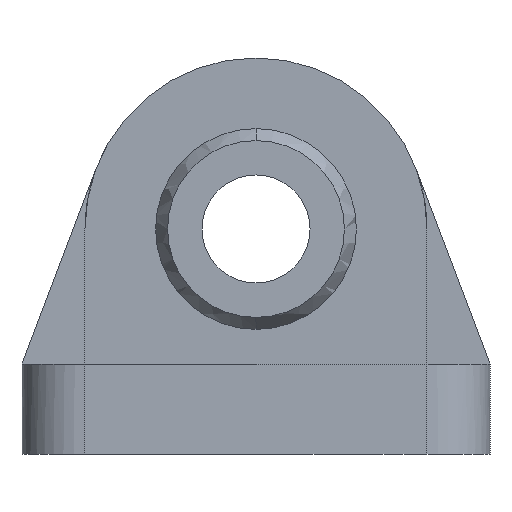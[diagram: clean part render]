
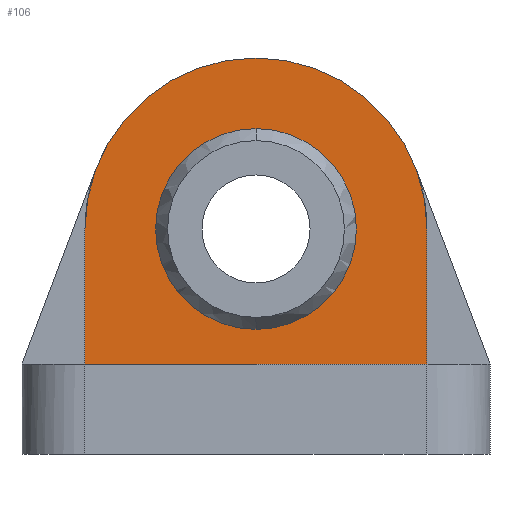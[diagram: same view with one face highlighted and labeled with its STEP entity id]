
A CAD part, left-side view. The second image highlights one B-rep face of the part: STEP entity #106.
In plain terms, the highlighted planar face has unit normal (-1, 0, 0).
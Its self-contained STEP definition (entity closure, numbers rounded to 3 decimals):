
#106=ADVANCED_FACE('',(#194,#195),#196,.T.);
#194=FACE_BOUND('',#339,.T.);
#195=FACE_OUTER_BOUND('',#340,.T.);
#196=PLANE('',#341);
#339=EDGE_LOOP('',(#621,#622));
#340=EDGE_LOOP('',(#623,#624,#625,#626,#627));
#341=AXIS2_PLACEMENT_3D('',#628,#629,#630);
#621=ORIENTED_EDGE('',*,*,#1019,.T.);
#622=ORIENTED_EDGE('',*,*,#1013,.T.);
#623=ORIENTED_EDGE('',*,*,#1059,.F.);
#624=ORIENTED_EDGE('',*,*,#1060,.F.);
#625=ORIENTED_EDGE('',*,*,#1053,.F.);
#626=ORIENTED_EDGE('',*,*,#1056,.F.);
#627=ORIENTED_EDGE('',*,*,#1011,.F.);
#628=CARTESIAN_POINT('',(-6.0,0.,23.872));
#629=DIRECTION('',(-1.0,0.0,0.));
#630=DIRECTION('',(0.,0.0,1.0));
#1011=EDGE_CURVE('',#1222,#1210,#1224,.T.);
#1013=EDGE_CURVE('',#1228,#1225,#1229,.T.);
#1019=EDGE_CURVE('',#1225,#1228,#1238,.T.);
#1053=EDGE_CURVE('',#1295,#1297,#1298,.T.);
#1056=EDGE_CURVE('',#1210,#1295,#1302,.T.);
#1059=EDGE_CURVE('',#1306,#1222,#1307,.T.);
#1060=EDGE_CURVE('',#1297,#1306,#1308,.T.);
#1210=VERTEX_POINT('',#1511);
#1222=VERTEX_POINT('',#1526);
#1224=CIRCLE('',#1529,19.0);
#1225=VERTEX_POINT('',#1530);
#1228=VERTEX_POINT('',#1533);
#1229=CIRCLE('',#1534,11.155);
#1238=CIRCLE('',#1543,11.155);
#1295=VERTEX_POINT('',#1626);
#1297=VERTEX_POINT('',#1629);
#1298=LINE('',#1630,#1631);
#1302=CIRCLE('',#1637,19.0);
#1306=VERTEX_POINT('',#1642);
#1307=LINE('',#1643,#1644);
#1308=LINE('',#1645,#1646);
#1511=CARTESIAN_POINT('',(-6.0,0.,44.0));
#1526=CARTESIAN_POINT('',(-6.0,19.0,25.0));
#1529=AXIS2_PLACEMENT_3D('',#1873,#1874,#1875);
#1530=CARTESIAN_POINT('',(-6.0,0.,36.155));
#1533=CARTESIAN_POINT('',(-6.0,0.,13.845));
#1534=AXIS2_PLACEMENT_3D('',#1879,#1880,#1881);
#1543=AXIS2_PLACEMENT_3D('',#1897,#1898,#1899);
#1626=CARTESIAN_POINT('',(-6.0,-19.0,25.0));
#1629=CARTESIAN_POINT('',(-6.0,-19.0,10.0));
#1630=CARTESIAN_POINT('',(-6.0,-19.0,10.0));
#1631=VECTOR('',#1945,1.0);
#1637=AXIS2_PLACEMENT_3D('',#1948,#1949,#1950);
#1642=CARTESIAN_POINT('',(-6.0,19.0,10.0));
#1643=CARTESIAN_POINT('',(-6.0,19.0,25.0));
#1644=VECTOR('',#1955,1.0);
#1645=CARTESIAN_POINT('',(-6.0,0.0,10.0));
#1646=VECTOR('',#1956,1.0);
#1873=CARTESIAN_POINT('',(-6.0,0.0,25.0));
#1874=DIRECTION('',(1.0,0.0,0.));
#1875=DIRECTION('',(0.,0.0,1.0));
#1879=CARTESIAN_POINT('',(-6.0,0.0,25.0));
#1880=DIRECTION('',(1.0,0.0,0.));
#1881=DIRECTION('',(0.,0.0,-1.0));
#1897=CARTESIAN_POINT('',(-6.0,0.0,25.0));
#1898=DIRECTION('',(1.0,0.0,0.));
#1899=DIRECTION('',(0.,0.0,-1.0));
#1945=DIRECTION('',(0.,-0.0,-1.0));
#1948=CARTESIAN_POINT('',(-6.0,0.0,25.0));
#1949=DIRECTION('',(1.0,0.0,0.));
#1950=DIRECTION('',(0.,0.0,1.0));
#1955=DIRECTION('',(0.,0.0,1.0));
#1956=DIRECTION('',(0.0,1.0,-0.0));
